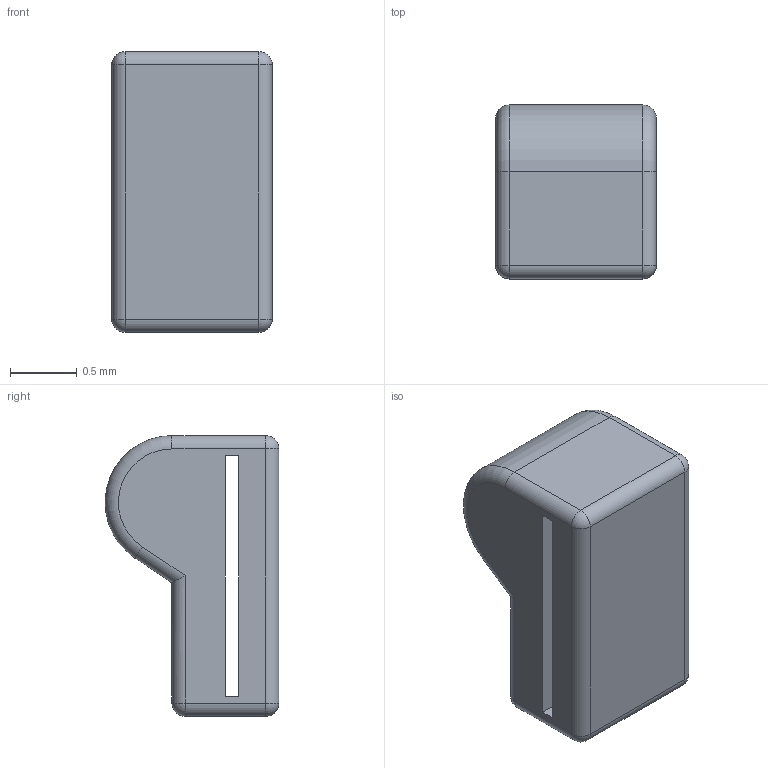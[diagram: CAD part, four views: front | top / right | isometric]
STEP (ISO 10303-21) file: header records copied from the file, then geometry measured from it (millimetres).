
FILE_DESCRIPTION(('FreeCAD Model'),'2;1');
FILE_NAME('Open CASCADE Shape Model','2023-06-05T15:27:38',(''),(''), 'Open CASCADE STEP processor 7.6','FreeCAD','Unknown');
FILE_SCHEMA(('AUTOMOTIVE_DESIGN { 1 0 10303 214 1 1 1 1 }'));
Length unit declared in the file: millimetre
Products named in the file (1): contact
Bounding box: 1.2 x 1.3 x 2.1 mm (x, y, z)
Volume: 2.2 mm3; surface area: 15.2 mm2
Topology: 1 solids, 1 shells, 33 faces, 75 edges, 38 vertices
Faces by surface type: cylinder 14, plane 11, sphere 6, torus 2
Entity records: 885 total; most frequent: DIRECTION 165, CARTESIAN_POINT 141, ORIENTED_EDGE 138, EDGE_CURVE 69, AXIS2_PLACEMENT_3D 62, LINE 41, VECTOR 41, VERTEX_POINT 38
